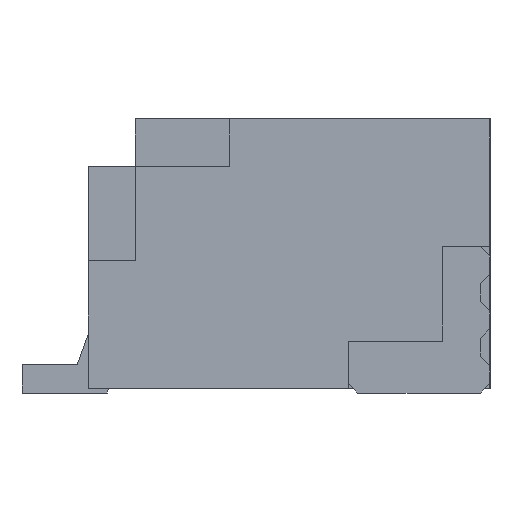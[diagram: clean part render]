
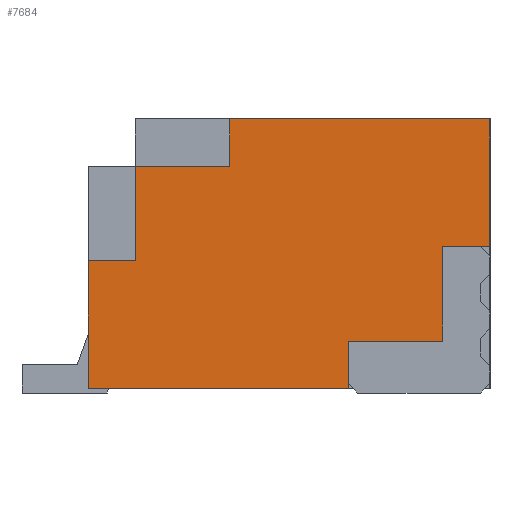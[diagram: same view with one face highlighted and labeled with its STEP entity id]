
A CAD part, left-side view. The second image highlights one B-rep face of the part: STEP entity #7684.
In plain terms, the highlighted planar face has unit normal (-1, 0, 0).
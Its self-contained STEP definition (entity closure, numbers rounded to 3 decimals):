
#255=FACE_OUTER_BOUND('',#662,.T.);
#662=EDGE_LOOP('',(#5924,#5925,#5926,#5927,#5928,#5929,#5930,#5931,#5932,
#5933,#5934,#5935));
#1321=LINE('',#11058,#2382);
#1351=LINE('',#11118,#2412);
#1401=LINE('',#11220,#2462);
#1406=LINE('',#11229,#2467);
#1408=LINE('',#11233,#2469);
#1409=LINE('',#11236,#2470);
#1412=LINE('',#11242,#2473);
#1416=LINE('',#11250,#2477);
#1419=LINE('',#11256,#2480);
#1429=LINE('',#11274,#2490);
#1484=LINE('',#11384,#2545);
#1485=LINE('',#11386,#2546);
#2382=VECTOR('',#9072,2.75);
#2412=VECTOR('',#9118,1.35);
#2462=VECTOR('',#9200,0.5);
#2467=VECTOR('',#9207,1.);
#2469=VECTOR('',#9211,1.);
#2470=VECTOR('',#9214,0.5);
#2473=VECTOR('',#9219,1.);
#2477=VECTOR('',#9227,1.);
#2480=VECTOR('',#9232,0.5);
#2490=VECTOR('',#9250,0.5);
#2545=VECTOR('',#9309,1.35);
#2546=VECTOR('',#9312,2.75);
#3290=VERTEX_POINT('',#11055);
#3291=VERTEX_POINT('',#11057);
#3308=VERTEX_POINT('',#11106);
#3348=VERTEX_POINT('',#11217);
#3349=VERTEX_POINT('',#11219);
#3352=VERTEX_POINT('',#11227);
#3353=VERTEX_POINT('',#11231);
#3354=VERTEX_POINT('',#11235);
#3356=VERTEX_POINT('',#11241);
#3358=VERTEX_POINT('',#11249);
#3360=VERTEX_POINT('',#11255);
#3417=VERTEX_POINT('',#11382);
#4151=EDGE_CURVE('',#3291,#3290,#1321,.T.);
#4181=EDGE_CURVE('',#3308,#3291,#1351,.T.);
#4231=EDGE_CURVE('',#3349,#3348,#1401,.T.);
#4236=EDGE_CURVE('',#3348,#3352,#1406,.T.);
#4238=EDGE_CURVE('',#3352,#3353,#1408,.T.);
#4239=EDGE_CURVE('',#3290,#3354,#1409,.T.);
#4242=EDGE_CURVE('',#3354,#3356,#1412,.T.);
#4246=EDGE_CURVE('',#3356,#3358,#1416,.T.);
#4249=EDGE_CURVE('',#3358,#3360,#1419,.T.);
#4259=EDGE_CURVE('',#3353,#3308,#1429,.T.);
#4314=EDGE_CURVE('',#3360,#3417,#1484,.T.);
#4315=EDGE_CURVE('',#3417,#3349,#1485,.T.);
#5924=ORIENTED_EDGE('',*,*,#4239,.T.);
#5925=ORIENTED_EDGE('',*,*,#4242,.T.);
#5926=ORIENTED_EDGE('',*,*,#4246,.T.);
#5927=ORIENTED_EDGE('',*,*,#4249,.T.);
#5928=ORIENTED_EDGE('',*,*,#4314,.T.);
#5929=ORIENTED_EDGE('',*,*,#4315,.T.);
#5930=ORIENTED_EDGE('',*,*,#4231,.T.);
#5931=ORIENTED_EDGE('',*,*,#4236,.T.);
#5932=ORIENTED_EDGE('',*,*,#4238,.T.);
#5933=ORIENTED_EDGE('',*,*,#4259,.T.);
#5934=ORIENTED_EDGE('',*,*,#4181,.T.);
#5935=ORIENTED_EDGE('',*,*,#4151,.T.);
#7079=PLANE('',#8077);
#7684=ADVANCED_FACE('',(#255),#7079,.T.);
#8077=AXIS2_PLACEMENT_3D('',#11385,#9310,#9311);
#9072=DIRECTION('',(0.,1.,0.));
#9118=DIRECTION('',(0.,0.,1.));
#9200=DIRECTION('',(0.,0.,1.));
#9207=DIRECTION('',(0.,-1.,0.));
#9211=DIRECTION('',(0.,0.,1.));
#9214=DIRECTION('',(0.,0.,-1.));
#9219=DIRECTION('',(0.,1.,0.));
#9227=DIRECTION('',(0.,0.,-1.));
#9232=DIRECTION('',(0.,1.,0.));
#9250=DIRECTION('',(0.,-1.,0.));
#9309=DIRECTION('',(0.,0.,-1.));
#9310=DIRECTION('center_axis',(-1.,0.,0.));
#9311=DIRECTION('ref_axis',(0.,0.,1.));
#9312=DIRECTION('',(0.,-1.,0.));
#11055=CARTESIAN_POINT('',(-7.,-1.5,2.9));
#11057=CARTESIAN_POINT('',(-7.,-4.25,2.9));
#11058=CARTESIAN_POINT('',(-7.,-4.25,2.9));
#11106=CARTESIAN_POINT('',(-7.,-4.25,1.55));
#11118=CARTESIAN_POINT('',(-7.,-4.25,0.05));
#11217=CARTESIAN_POINT('',(-7.,-2.75,0.55));
#11219=CARTESIAN_POINT('',(-7.,-2.75,0.05));
#11220=CARTESIAN_POINT('',(-7.,-2.75,1.006));
#11227=CARTESIAN_POINT('',(-7.,-3.75,0.55));
#11229=CARTESIAN_POINT('',(-7.,-2.861,0.55));
#11231=CARTESIAN_POINT('',(-7.,-3.75,1.55));
#11233=CARTESIAN_POINT('',(-7.,-3.75,1.506));
#11235=CARTESIAN_POINT('',(-7.,-1.5,2.4));
#11236=CARTESIAN_POINT('',(-7.,-1.5,1.931));
#11241=CARTESIAN_POINT('',(-7.,-0.5,2.4));
#11242=CARTESIAN_POINT('',(-7.,-1.236,2.4));
#11249=CARTESIAN_POINT('',(-7.,-0.5,1.4));
#11250=CARTESIAN_POINT('',(-7.,-0.5,1.431));
#11255=CARTESIAN_POINT('',(-7.,0.,1.4));
#11256=CARTESIAN_POINT('',(-7.,-0.986,1.4));
#11274=CARTESIAN_POINT('',(-7.,-3.111,1.55));
#11382=CARTESIAN_POINT('',(-7.,0.,0.05));
#11384=CARTESIAN_POINT('',(-7.,0.,2.4));
#11385=CARTESIAN_POINT('Origin',(-7.,-1.972,1.463));
#11386=CARTESIAN_POINT('',(-7.,0.,0.05));
